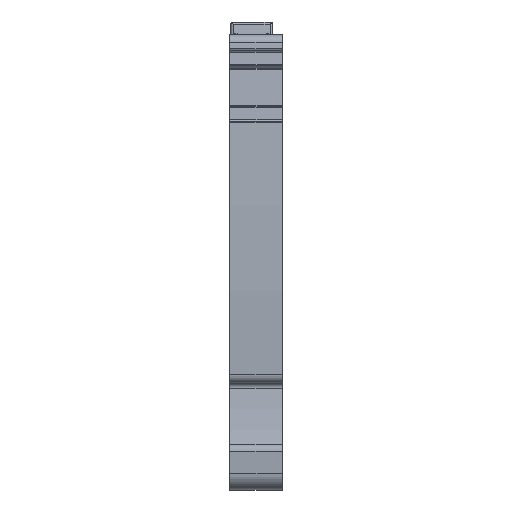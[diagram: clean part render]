
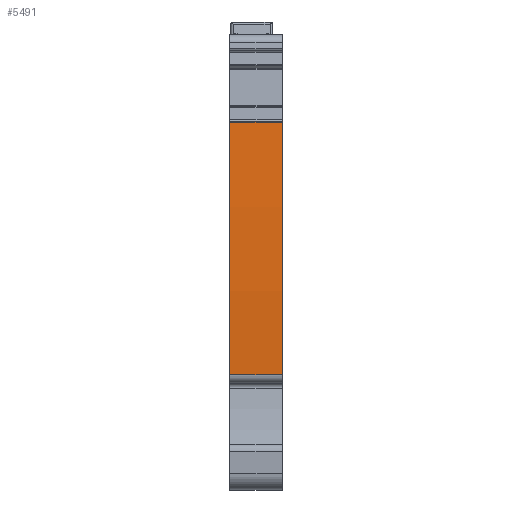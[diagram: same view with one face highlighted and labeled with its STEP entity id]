
A CAD part, front view. The second image highlights one B-rep face of the part: STEP entity #5491.
In plain terms, the highlighted cylindrical face has radius 240 mm (diameter 480 mm), a partial arc.
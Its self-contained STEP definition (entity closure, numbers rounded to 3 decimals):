
#2942=AXIS2_PLACEMENT_3D('Circle Axis2P3D',#2940,#2941,$) ;
#4621=AXIS2_PLACEMENT_3D('Cylinder Axis2P3D',#4618,#4619,#4620) ;
#5482=AXIS2_PLACEMENT_3D('Circle Axis2P3D',#5480,#5481,$) ;
#2937=CARTESIAN_POINT('Vertex',(0.,1.529,13.45)) ;
#2940=CARTESIAN_POINT('Axis2P3D Location',(0.,241.174,26.5)) ;
#2944=CARTESIAN_POINT('Vertex',(0.,1.735,42.906)) ;
#4618=CARTESIAN_POINT('Axis2P3D Location',(3.05,241.174,26.5)) ;
#5457=CARTESIAN_POINT('Vertex',(6.1,1.735,42.906)) ;
#5460=CARTESIAN_POINT('Line Origine',(3.05,1.735,42.906)) ;
#5473=CARTESIAN_POINT('Line Origine',(3.05,1.529,13.45)) ;
#5477=CARTESIAN_POINT('Vertex',(6.1,1.529,13.45)) ;
#5480=CARTESIAN_POINT('Axis2P3D Location',(6.1,241.174,26.5)) ;
#2941=DIRECTION('Axis2P3D Direction',(1.,0.,0.)) ;
#4619=DIRECTION('Axis2P3D Direction',(1.,0.,0.)) ;
#4620=DIRECTION('Axis2P3D XDirection',(0.,-0.994,0.107)) ;
#5461=DIRECTION('Vector Direction',(1.,0.,0.)) ;
#5474=DIRECTION('Vector Direction',(1.,0.,0.)) ;
#5481=DIRECTION('Axis2P3D Direction',(1.,0.,0.)) ;
#5462=VECTOR('Line Direction',#5461,1.) ;
#5475=VECTOR('Line Direction',#5474,1.) ;
#5486=ORIENTED_EDGE('',*,*,#2946,.T.) ;
#5487=ORIENTED_EDGE('',*,*,#5479,.T.) ;
#5488=ORIENTED_EDGE('',*,*,#5484,.F.) ;
#5489=ORIENTED_EDGE('',*,*,#5464,.F.) ;
#5491=ADVANCED_FACE('MLD',(#5490),#4622,.T.) ;
#2943=CIRCLE('generated circle',#2942,240.) ;
#5483=CIRCLE('generated circle',#5482,240.) ;
#4622=CYLINDRICAL_SURFACE('generated cylinder',#4621,240.) ;
#2946=EDGE_CURVE('',#2945,#2938,#2943,.T.) ;
#5464=EDGE_CURVE('',#2945,#5458,#5463,.T.) ;
#5479=EDGE_CURVE('',#2938,#5478,#5476,.T.) ;
#5484=EDGE_CURVE('',#5458,#5478,#5483,.T.) ;
#5485=EDGE_LOOP('',(#5486,#5487,#5488,#5489)) ;
#5490=FACE_OUTER_BOUND('',#5485,.T.) ;
#5463=LINE('Line',#5460,#5462) ;
#5476=LINE('Line',#5473,#5475) ;
#2938=VERTEX_POINT('',#2937) ;
#2945=VERTEX_POINT('',#2944) ;
#5458=VERTEX_POINT('',#5457) ;
#5478=VERTEX_POINT('',#5477) ;
